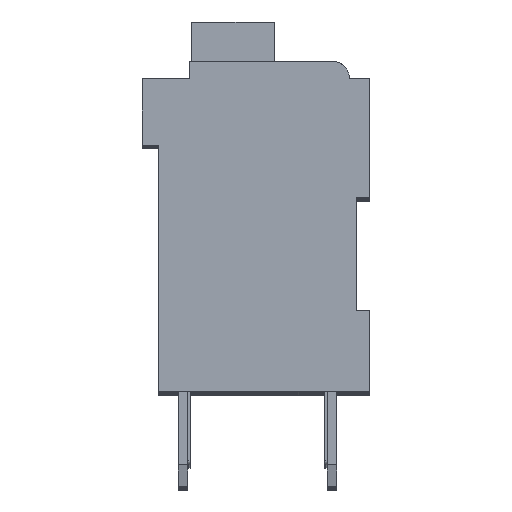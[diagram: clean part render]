
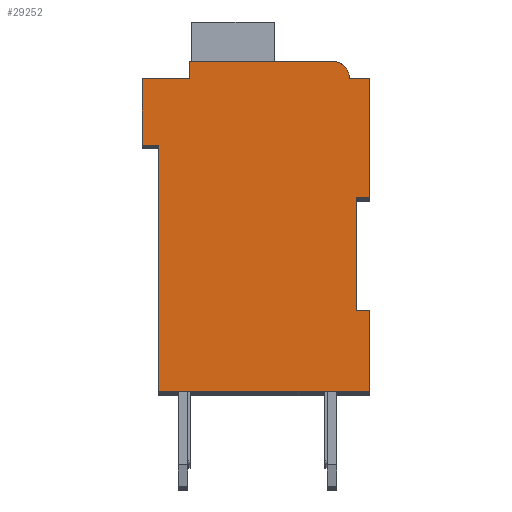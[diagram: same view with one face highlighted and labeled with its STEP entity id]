
A CAD part, top view. The second image highlights one B-rep face of the part: STEP entity #29252.
In plain terms, the highlighted planar face has unit normal (0, 0, 1).
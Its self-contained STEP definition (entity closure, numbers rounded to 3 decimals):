
#2826=DIRECTION('',(1.,0.,0.));
#2827=VECTOR('',#2826,0.5);
#2828=CARTESIAN_POINT('',(7.3,7.15,2.1));
#2829=LINE('',#2828,#2827);
#2830=DIRECTION('',(0.,1.,0.));
#2831=VECTOR('',#2830,4.15);
#2832=CARTESIAN_POINT('',(7.3,3.,2.1));
#2833=LINE('',#2832,#2831);
#2834=DIRECTION('',(-1.,0.,0.));
#2835=VECTOR('',#2834,0.5);
#2836=CARTESIAN_POINT('',(7.8,3.,2.1));
#2837=LINE('',#2836,#2835);
#2838=DIRECTION('',(0.,1.,0.));
#2839=VECTOR('',#2838,3.);
#2840=CARTESIAN_POINT('',(7.8,0.,2.1));
#2841=LINE('',#2840,#2839);
#2842=DIRECTION('',(1.,0.,0.));
#2843=VECTOR('',#2842,7.8);
#2844=CARTESIAN_POINT('',(0.,0.,2.1));
#2845=LINE('',#2844,#2843);
#2846=DIRECTION('',(0.,-1.,0.));
#2847=VECTOR('',#2846,9.1);
#2848=CARTESIAN_POINT('',(0.,9.1,2.1));
#2849=LINE('',#2848,#2847);
#2850=DIRECTION('',(1.,0.,0.));
#2851=VECTOR('',#2850,0.6);
#2852=CARTESIAN_POINT('',(-0.6,9.1,2.1));
#2853=LINE('',#2852,#2851);
#2854=DIRECTION('',(0.,-1.,0.));
#2855=VECTOR('',#2854,2.45);
#2856=CARTESIAN_POINT('',(-0.6,11.55,2.1));
#2857=LINE('',#2856,#2855);
#2858=DIRECTION('',(-1.,0.,0.));
#2859=VECTOR('',#2858,1.75);
#2860=CARTESIAN_POINT('',(1.15,11.55,2.1));
#2861=LINE('',#2860,#2859);
#2862=DIRECTION('',(0.,-1.,0.));
#2863=VECTOR('',#2862,0.65);
#2864=CARTESIAN_POINT('',(1.15,12.2,2.1));
#2865=LINE('',#2864,#2863);
#2866=DIRECTION('',(-1.,0.,0.));
#2867=VECTOR('',#2866,5.25);
#2868=CARTESIAN_POINT('',(6.4,12.2,2.1));
#2869=LINE('',#2868,#2867);
#2870=CARTESIAN_POINT('',(6.4,11.55,2.1));
#2871=DIRECTION('',(0.,0.,1.));
#2872=DIRECTION('',(1.,0.,0.));
#2873=AXIS2_PLACEMENT_3D('',#2870,#2871,#2872);
#2875=DIRECTION('',(-1.,0.,0.));
#2876=VECTOR('',#2875,0.75);
#2877=CARTESIAN_POINT('',(7.8,11.55,2.1));
#2878=LINE('',#2877,#2876);
#2879=DIRECTION('',(0.,1.,0.));
#2880=VECTOR('',#2879,4.4);
#2881=CARTESIAN_POINT('',(7.8,7.15,2.1));
#2882=LINE('',#2881,#2880);
#20363=CARTESIAN_POINT('',(7.3,7.15,2.1));
#20364=CARTESIAN_POINT('',(7.8,7.15,2.1));
#20365=VERTEX_POINT('',#20363);
#20366=VERTEX_POINT('',#20364);
#20367=CARTESIAN_POINT('',(7.8,11.55,2.1));
#20368=VERTEX_POINT('',#20367);
#20369=CARTESIAN_POINT('',(7.05,11.55,2.1));
#20370=VERTEX_POINT('',#20369);
#20371=CARTESIAN_POINT('',(6.4,12.2,2.1));
#20372=VERTEX_POINT('',#20371);
#20373=CARTESIAN_POINT('',(1.15,12.2,2.1));
#20374=VERTEX_POINT('',#20373);
#20375=CARTESIAN_POINT('',(1.15,11.55,2.1));
#20376=VERTEX_POINT('',#20375);
#20377=CARTESIAN_POINT('',(-0.6,11.55,2.1));
#20378=VERTEX_POINT('',#20377);
#20379=CARTESIAN_POINT('',(-0.6,9.1,2.1));
#20380=VERTEX_POINT('',#20379);
#20381=CARTESIAN_POINT('',(0.,9.1,2.1));
#20382=VERTEX_POINT('',#20381);
#20383=CARTESIAN_POINT('',(0.,0.,2.1));
#20384=VERTEX_POINT('',#20383);
#20385=CARTESIAN_POINT('',(7.8,0.,2.1));
#20386=VERTEX_POINT('',#20385);
#20387=CARTESIAN_POINT('',(7.8,3.,2.1));
#20388=VERTEX_POINT('',#20387);
#20389=CARTESIAN_POINT('',(7.3,3.,2.1));
#20390=VERTEX_POINT('',#20389);
#29222=CARTESIAN_POINT('',(0.,0.,2.1));
#29223=DIRECTION('',(0.,0.,1.));
#29224=DIRECTION('',(1.,0.,0.));
#29225=AXIS2_PLACEMENT_3D('',#29222,#29223,#29224);
#29226=PLANE('',#29225);
#29227=ORIENTED_EDGE('',*,*,#26772,.F.);
#29228=ORIENTED_EDGE('',*,*,#27781,.F.);
#29230=ORIENTED_EDGE('',*,*,#29229,.F.);
#29232=ORIENTED_EDGE('',*,*,#29231,.F.);
#29233=ORIENTED_EDGE('',*,*,#28337,.F.);
#29234=ORIENTED_EDGE('',*,*,#28150,.F.);
#29236=ORIENTED_EDGE('',*,*,#29235,.F.);
#29238=ORIENTED_EDGE('',*,*,#29237,.F.);
#29240=ORIENTED_EDGE('',*,*,#29239,.F.);
#29242=ORIENTED_EDGE('',*,*,#29241,.F.);
#29244=ORIENTED_EDGE('',*,*,#29243,.F.);
#29246=ORIENTED_EDGE('',*,*,#29245,.F.);
#29248=ORIENTED_EDGE('',*,*,#29247,.F.);
#29249=ORIENTED_EDGE('',*,*,#27317,.F.);
#29250=EDGE_LOOP('',(#29227,#29228,#29230,#29232,#29233,#29234,#29236,#29238,
#29240,#29242,#29244,#29246,#29248,#29249));
#29251=FACE_OUTER_BOUND('',#29250,.F.);
#2874=CIRCLE('',#2873,0.65);
#26772=EDGE_CURVE('',#20365,#20366,#2829,.T.);
#27317=EDGE_CURVE('',#20366,#20368,#2882,.T.);
#27781=EDGE_CURVE('',#20390,#20365,#2833,.T.);
#28150=EDGE_CURVE('',#20382,#20384,#2849,.T.);
#28337=EDGE_CURVE('',#20384,#20386,#2845,.T.);
#29229=EDGE_CURVE('',#20388,#20390,#2837,.T.);
#29231=EDGE_CURVE('',#20386,#20388,#2841,.T.);
#29235=EDGE_CURVE('',#20380,#20382,#2853,.T.);
#29237=EDGE_CURVE('',#20378,#20380,#2857,.T.);
#29239=EDGE_CURVE('',#20376,#20378,#2861,.T.);
#29241=EDGE_CURVE('',#20374,#20376,#2865,.T.);
#29243=EDGE_CURVE('',#20372,#20374,#2869,.T.);
#29245=EDGE_CURVE('',#20370,#20372,#2874,.T.);
#29247=EDGE_CURVE('',#20368,#20370,#2878,.T.);
#29252=ADVANCED_FACE('',(#29251),#29226,.T.);
